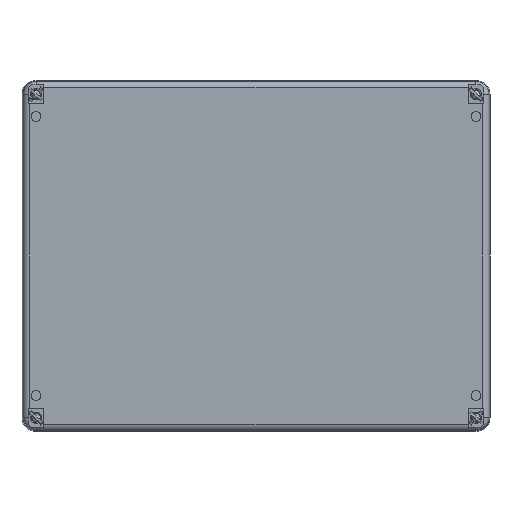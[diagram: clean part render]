
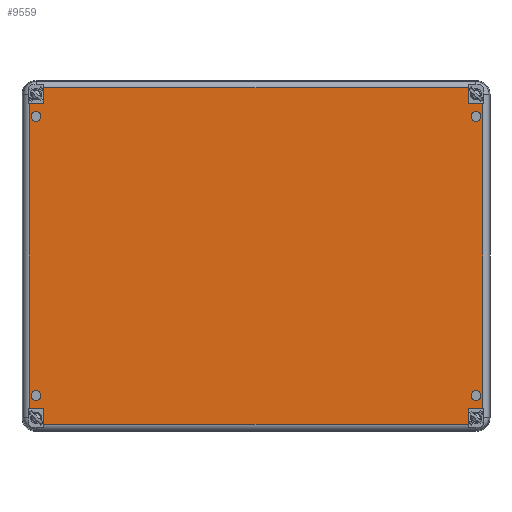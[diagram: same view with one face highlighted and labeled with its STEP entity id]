
A CAD part, front view. The second image highlights one B-rep face of the part: STEP entity #9559.
In plain terms, the highlighted planar face has unit normal (0, -1, 0).
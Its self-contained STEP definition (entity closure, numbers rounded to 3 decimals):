
#654=CARTESIAN_POINT('',(94.,0.,-59.65));
#655=DIRECTION('',(0.,-1.,0.));
#656=DIRECTION('',(0.,0.,-1.));
#657=AXIS2_PLACEMENT_3D('',#654,#655,#656);
#662=CARTESIAN_POINT('',(94.,0.,-59.65));
#663=DIRECTION('',(0.,-1.,0.));
#664=DIRECTION('',(0.,0.,1.));
#665=AXIS2_PLACEMENT_3D('',#662,#663,#664);
#670=CARTESIAN_POINT('',(-94.,0.,59.65));
#671=DIRECTION('',(0.,-1.,0.));
#672=DIRECTION('',(0.,0.,-1.));
#673=AXIS2_PLACEMENT_3D('',#670,#671,#672);
#678=CARTESIAN_POINT('',(-94.,0.,59.65));
#679=DIRECTION('',(0.,-1.,0.));
#680=DIRECTION('',(0.,0.,1.));
#681=AXIS2_PLACEMENT_3D('',#678,#679,#680);
#686=CARTESIAN_POINT('',(-94.,0.,-59.65));
#687=DIRECTION('',(0.,-1.,0.));
#688=DIRECTION('',(0.,0.,-1.));
#689=AXIS2_PLACEMENT_3D('',#686,#687,#688);
#694=CARTESIAN_POINT('',(-94.,0.,-59.65));
#695=DIRECTION('',(0.,-1.,0.));
#696=DIRECTION('',(0.,0.,1.));
#697=AXIS2_PLACEMENT_3D('',#694,#695,#696);
#702=CARTESIAN_POINT('',(94.,0.,59.65));
#703=DIRECTION('',(0.,-1.,0.));
#704=DIRECTION('',(0.,0.,-1.));
#705=AXIS2_PLACEMENT_3D('',#702,#703,#704);
#710=CARTESIAN_POINT('',(94.,0.,59.65));
#711=DIRECTION('',(0.,-1.,0.));
#712=DIRECTION('',(0.,0.,1.));
#713=AXIS2_PLACEMENT_3D('',#710,#711,#712);
#718=DIRECTION('',(1.,0.,0.));
#719=VECTOR('',#718,6.248);
#720=CARTESIAN_POINT('',(-96.998,0.,65.15));
#721=LINE('',#720,#719);
#725=DIRECTION('',(0.,0.,1.));
#726=VECTOR('',#725,6.848);
#727=CARTESIAN_POINT('',(-90.75,0.,65.15));
#728=LINE('',#727,#726);
#732=DIRECTION('',(-1.,0.,0.));
#733=VECTOR('',#732,181.5);
#734=CARTESIAN_POINT('',(90.75,0.,71.998));
#735=LINE('',#734,#733);
#739=DIRECTION('',(0.,0.,-1.));
#740=VECTOR('',#739,6.848);
#741=CARTESIAN_POINT('',(90.75,0.,71.998));
#742=LINE('',#741,#740);
#746=DIRECTION('',(1.,0.,0.));
#747=VECTOR('',#746,6.248);
#748=CARTESIAN_POINT('',(90.75,0.,65.15));
#749=LINE('',#748,#747);
#753=DIRECTION('',(0.,0.,1.));
#754=VECTOR('',#753,130.3);
#755=CARTESIAN_POINT('',(96.998,0.,-65.15));
#756=LINE('',#755,#754);
#760=DIRECTION('',(-1.,0.,0.));
#761=VECTOR('',#760,6.248);
#762=CARTESIAN_POINT('',(96.998,0.,-65.15));
#763=LINE('',#762,#761);
#767=DIRECTION('',(0.,0.,-1.));
#768=VECTOR('',#767,6.848);
#769=CARTESIAN_POINT('',(90.75,0.,-65.15));
#770=LINE('',#769,#768);
#774=DIRECTION('',(1.,0.,0.));
#775=VECTOR('',#774,181.5);
#776=CARTESIAN_POINT('',(-90.75,0.,-71.998));
#777=LINE('',#776,#775);
#781=DIRECTION('',(0.,0.,1.));
#782=VECTOR('',#781,6.848);
#783=CARTESIAN_POINT('',(-90.75,0.,-71.998));
#784=LINE('',#783,#782);
#788=DIRECTION('',(-1.,0.,0.));
#789=VECTOR('',#788,6.248);
#790=CARTESIAN_POINT('',(-90.75,0.,-65.15));
#791=LINE('',#790,#789);
#795=DIRECTION('',(0.,0.,-1.));
#796=VECTOR('',#795,130.3);
#797=CARTESIAN_POINT('',(-96.998,0.,65.15));
#798=LINE('',#797,#796);
#8202=CARTESIAN_POINT('',(94.,0.,-61.75));
#8203=CARTESIAN_POINT('',(94.,0.,-57.55));
#8204=VERTEX_POINT('',#8202);
#8205=VERTEX_POINT('',#8203);
#8206=CARTESIAN_POINT('',(-94.,0.,57.55));
#8207=CARTESIAN_POINT('',(-94.,0.,61.75));
#8208=VERTEX_POINT('',#8206);
#8209=VERTEX_POINT('',#8207);
#8426=CARTESIAN_POINT('',(-94.,0.,-61.75));
#8427=CARTESIAN_POINT('',(-94.,0.,-57.55));
#8428=VERTEX_POINT('',#8426);
#8429=VERTEX_POINT('',#8427);
#8430=CARTESIAN_POINT('',(94.,0.,57.55));
#8431=CARTESIAN_POINT('',(94.,0.,61.75));
#8432=VERTEX_POINT('',#8430);
#8433=VERTEX_POINT('',#8431);
#8516=CARTESIAN_POINT('',(-96.998,0.,65.15));
#8517=CARTESIAN_POINT('',(-90.75,0.,65.15));
#8518=VERTEX_POINT('',#8516);
#8519=VERTEX_POINT('',#8517);
#8520=CARTESIAN_POINT('',(-90.75,0.,71.998));
#8521=VERTEX_POINT('',#8520);
#8560=CARTESIAN_POINT('',(90.75,0.,71.998));
#8561=CARTESIAN_POINT('',(90.75,0.,65.15));
#8562=VERTEX_POINT('',#8560);
#8563=VERTEX_POINT('',#8561);
#8564=CARTESIAN_POINT('',(96.998,0.,65.15));
#8565=VERTEX_POINT('',#8564);
#8566=CARTESIAN_POINT('',(-90.75,0.,-71.998));
#8567=CARTESIAN_POINT('',(-90.75,0.,-65.15));
#8568=VERTEX_POINT('',#8566);
#8569=VERTEX_POINT('',#8567);
#8570=CARTESIAN_POINT('',(-96.998,0.,-65.15));
#8571=VERTEX_POINT('',#8570);
#8572=CARTESIAN_POINT('',(96.998,0.,-65.15));
#8573=CARTESIAN_POINT('',(90.75,0.,-65.15));
#8574=VERTEX_POINT('',#8572);
#8575=VERTEX_POINT('',#8573);
#8576=CARTESIAN_POINT('',(90.75,0.,-71.998));
#8577=VERTEX_POINT('',#8576);
#9506=CARTESIAN_POINT('',(0.,0.,0.));
#9507=DIRECTION('',(0.,1.,0.));
#9508=DIRECTION('',(1.,0.,0.));
#9509=AXIS2_PLACEMENT_3D('',#9506,#9507,#9508);
#9510=PLANE('',#9509);
#9512=ORIENTED_EDGE('',*,*,#9511,.T.);
#9513=ORIENTED_EDGE('',*,*,#9494,.T.);
#9514=ORIENTED_EDGE('',*,*,#9484,.F.);
#9516=ORIENTED_EDGE('',*,*,#9515,.T.);
#9518=ORIENTED_EDGE('',*,*,#9517,.T.);
#9520=ORIENTED_EDGE('',*,*,#9519,.F.);
#9522=ORIENTED_EDGE('',*,*,#9521,.T.);
#9524=ORIENTED_EDGE('',*,*,#9523,.T.);
#9526=ORIENTED_EDGE('',*,*,#9525,.F.);
#9528=ORIENTED_EDGE('',*,*,#9527,.T.);
#9530=ORIENTED_EDGE('',*,*,#9529,.T.);
#9532=ORIENTED_EDGE('',*,*,#9531,.F.);
#9533=EDGE_LOOP('',(#9512,#9513,#9514,#9516,#9518,#9520,#9522,#9524,#9526,#9528,
#9530,#9532));
#9534=FACE_OUTER_BOUND('',#9533,.F.);
#9536=ORIENTED_EDGE('',*,*,#9535,.T.);
#9538=ORIENTED_EDGE('',*,*,#9537,.T.);
#9539=EDGE_LOOP('',(#9536,#9538));
#9540=FACE_BOUND('',#9539,.F.);
#9542=ORIENTED_EDGE('',*,*,#9541,.T.);
#9544=ORIENTED_EDGE('',*,*,#9543,.T.);
#9545=EDGE_LOOP('',(#9542,#9544));
#9546=FACE_BOUND('',#9545,.F.);
#9548=ORIENTED_EDGE('',*,*,#9547,.T.);
#9550=ORIENTED_EDGE('',*,*,#9549,.T.);
#9551=EDGE_LOOP('',(#9548,#9550));
#9552=FACE_BOUND('',#9551,.F.);
#9554=ORIENTED_EDGE('',*,*,#9553,.T.);
#9556=ORIENTED_EDGE('',*,*,#9555,.T.);
#9557=EDGE_LOOP('',(#9554,#9556));
#9558=FACE_BOUND('',#9557,.F.);
#9559=ADVANCED_FACE('',(#9534,#9540,#9546,#9552,#9558),#9510,.F.);
#658=CIRCLE('',#657,2.1);
#666=CIRCLE('',#665,2.1);
#674=CIRCLE('',#673,2.1);
#682=CIRCLE('',#681,2.1);
#690=CIRCLE('',#689,2.1);
#698=CIRCLE('',#697,2.1);
#706=CIRCLE('',#705,2.1);
#714=CIRCLE('',#713,2.1);
#9484=EDGE_CURVE('',#8562,#8521,#735,.T.);
#9494=EDGE_CURVE('',#8519,#8521,#728,.T.);
#9511=EDGE_CURVE('',#8518,#8519,#721,.T.);
#9515=EDGE_CURVE('',#8562,#8563,#742,.T.);
#9517=EDGE_CURVE('',#8563,#8565,#749,.T.);
#9519=EDGE_CURVE('',#8574,#8565,#756,.T.);
#9521=EDGE_CURVE('',#8574,#8575,#763,.T.);
#9523=EDGE_CURVE('',#8575,#8577,#770,.T.);
#9525=EDGE_CURVE('',#8568,#8577,#777,.T.);
#9527=EDGE_CURVE('',#8568,#8569,#784,.T.);
#9529=EDGE_CURVE('',#8569,#8571,#791,.T.);
#9531=EDGE_CURVE('',#8518,#8571,#798,.T.);
#9535=EDGE_CURVE('',#8204,#8205,#658,.T.);
#9537=EDGE_CURVE('',#8205,#8204,#666,.T.);
#9541=EDGE_CURVE('',#8208,#8209,#674,.T.);
#9543=EDGE_CURVE('',#8209,#8208,#682,.T.);
#9547=EDGE_CURVE('',#8428,#8429,#690,.T.);
#9549=EDGE_CURVE('',#8429,#8428,#698,.T.);
#9553=EDGE_CURVE('',#8432,#8433,#706,.T.);
#9555=EDGE_CURVE('',#8433,#8432,#714,.T.);
